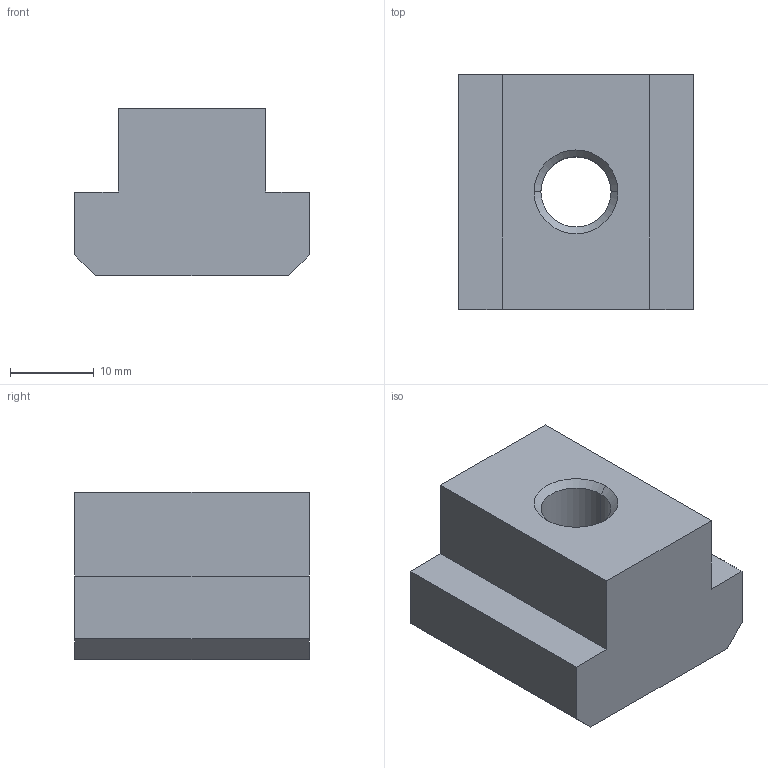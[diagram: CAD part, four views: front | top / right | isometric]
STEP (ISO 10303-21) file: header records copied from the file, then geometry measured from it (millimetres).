
FILE_DESCRIPTION(('STEP AP214'),'1');
FILE_NAME(' ',' ',('TraceParts'),('TraceParts S.A.'),'XStep 1.0',' ',' ');
FILE_SCHEMA(('automotive_design'));
Length unit declared in the file: millimetre
Products named in the file (1): 1
Bounding box: 28 x 28 x 20 mm (x, y, z)
Volume: 11472.4 mm3; surface area: 3898.3 mm2
Topology: 1 solids, 1 shells, 18 faces, 44 edges, 28 vertices
Faces by surface type: plane 12, cone 4, cylinder 2
Entity records: 1056 total; most frequent: STYLED_ITEM 91, PRESENTATION_STYLE_ASSIGNMENT 91, CARTESIAN_POINT 91, COLOUR_RGB 91, DIRECTION 90, ORIENTED_EDGE 88, EDGE_CURVE 44, CURVE_STYLE 44
